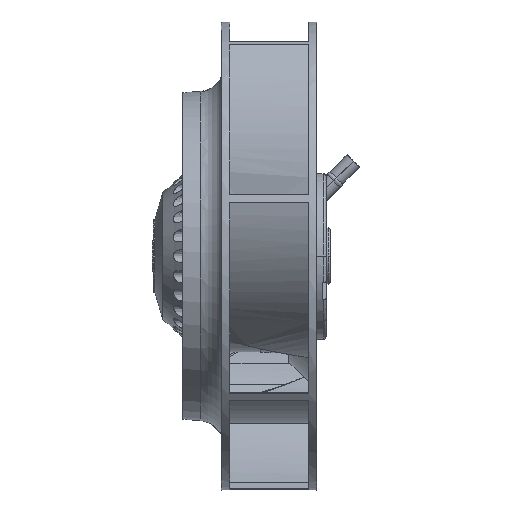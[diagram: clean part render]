
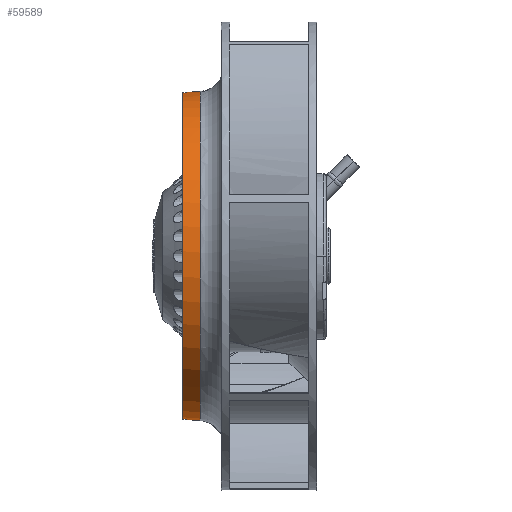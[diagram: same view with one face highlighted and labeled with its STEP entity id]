
A CAD part, left-side view. The second image highlights one B-rep face of the part: STEP entity #59589.
In plain terms, the highlighted free-form (B-spline) face has degree [1, 3] with [2, 4] control points.
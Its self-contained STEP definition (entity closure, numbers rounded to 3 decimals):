
#455 = CARTESIAN_POINT ( 'NONE',  ( 0., 14.103, -79.148 ) ) ;
#1492 = VERTEX_POINT ( 'NONE', #49945 ) ;
#3813 = CARTESIAN_POINT ( 'NONE',  ( -157.027, 22.415, 78.514 ) ) ;
#10188 = CARTESIAN_POINT ( 'NONE',  ( 0., 14.103, 79.148 ) ) ;
#12824 = CARTESIAN_POINT ( 'NONE',  ( 0., 22.415, -78.514 ) ) ;
#13786 = EDGE_CURVE ( 'NONE', #22210, #30158, #33043, .T. ) ;
#16250 = FACE_OUTER_BOUND ( 'NONE', #24138, .T. ) ;
#18692 = CARTESIAN_POINT ( 'NONE',  ( 0., 14.103, 79.148 ) ) ;
#22210 = VERTEX_POINT ( 'NONE', #12824 ) ;
#24138 = EDGE_LOOP ( 'NONE', ( #39804, #24921, #40342, #80279 ) ) ;
#24921 = ORIENTED_EDGE ( 'NONE', *, *, #52688, .T. ) ;
#25871 =( BOUNDED_CURVE ( )  B_SPLINE_CURVE ( 3, ( #455, #60671, #85997, #18692 ),
 .UNSPECIFIED., .F., .F. ) 
 B_SPLINE_CURVE_WITH_KNOTS ( ( 4, 4 ),
 ( 0., 1. ),
 .UNSPECIFIED. ) 
 CURVE ( )  GEOMETRIC_REPRESENTATION_ITEM ( )  RATIONAL_B_SPLINE_CURVE ( ( 1., 0.333, 0.333, 1. ) ) 
 REPRESENTATION_ITEM ( '' )  );
#26510 = CARTESIAN_POINT ( 'NONE',  ( -158.296, 14.103, 79.148 ) ) ;
#30158 = VERTEX_POINT ( 'NONE', #39892 ) ;
#30338 = B_SPLINE_CURVE_WITH_KNOTS ( 'NONE', 1,
 ( #63735, #64825 ),
 .UNSPECIFIED., .F., .F.,
 ( 2, 2 ),
 ( 0., 1. ),
 .UNSPECIFIED. ) ;
#33043 =( BOUNDED_CURVE ( )  B_SPLINE_CURVE ( 3, ( #44419, #80447, #3813, #80083 ),
 .UNSPECIFIED., .F., .F. ) 
 B_SPLINE_CURVE_WITH_KNOTS ( ( 4, 4 ),
 ( 0., 1. ),
 .UNSPECIFIED. ) 
 CURVE ( )  GEOMETRIC_REPRESENTATION_ITEM ( )  RATIONAL_B_SPLINE_CURVE ( ( 1., 0.333, 0.333, 1. ) ) 
 REPRESENTATION_ITEM ( '' )  );
#34380 = VERTEX_POINT ( 'NONE', #36192 ) ;
#35065 = CARTESIAN_POINT ( 'NONE',  ( -158.296, 14.103, -79.148 ) ) ;
#35446 = CARTESIAN_POINT ( 'NONE',  ( -157.027, 22.415, 78.514 ) ) ;
#36192 = CARTESIAN_POINT ( 'NONE',  ( 0., 14.103, -79.148 ) ) ;
#39804 = ORIENTED_EDGE ( 'NONE', *, *, #13786, .F. ) ;
#39892 = CARTESIAN_POINT ( 'NONE',  ( 0., 22.415, 78.514 ) ) ;
#40342 = ORIENTED_EDGE ( 'NONE', *, *, #44316, .T. ) ;
#43638 = CARTESIAN_POINT ( 'NONE',  ( 0., 14.103, -79.148 ) ) ;
#44316 = EDGE_CURVE ( 'NONE', #34380, #1492, #25871, .T. ) ;
#44419 = CARTESIAN_POINT ( 'NONE',  ( 0., 22.415, -78.514 ) ) ;
#44752 = CARTESIAN_POINT ( 'NONE',  ( 0., 22.415, 78.514 ) ) ;
#49945 = CARTESIAN_POINT ( 'NONE',  ( 0., 14.103, 79.148 ) ) ;
#52688 = EDGE_CURVE ( 'NONE', #22210, #34380, #74392, .T. ) ;
#59589 = ADVANCED_FACE ( 'NONE', ( #16250 ), #97240, .F. ) ;
#60671 = CARTESIAN_POINT ( 'NONE',  ( -158.296, 14.103, -79.148 ) ) ;
#63735 = CARTESIAN_POINT ( 'NONE',  ( 0., 14.103, 79.148 ) ) ;
#64825 = CARTESIAN_POINT ( 'NONE',  ( 0., 22.415, 78.514 ) ) ;
#67670 = CARTESIAN_POINT ( 'NONE',  ( 0., 22.415, -78.514 ) ) ;
#68821 = CARTESIAN_POINT ( 'NONE',  ( -157.027, 22.415, -78.514 ) ) ;
#74392 = B_SPLINE_CURVE_WITH_KNOTS ( 'NONE', 1,
 ( #67670, #101946 ),
 .UNSPECIFIED., .F., .F.,
 ( 2, 2 ),
 ( 0., 1. ),
 .UNSPECIFIED. ) ;
#75036 = EDGE_CURVE ( 'NONE', #1492, #30158, #30338, .T. ) ;
#77455 = CARTESIAN_POINT ( 'NONE',  ( 0., 22.415, -78.514 ) ) ;
#80083 = CARTESIAN_POINT ( 'NONE',  ( 0., 22.415, 78.514 ) ) ;
#80279 = ORIENTED_EDGE ( 'NONE', *, *, #75036, .T. ) ;
#80447 = CARTESIAN_POINT ( 'NONE',  ( -157.027, 22.415, -78.514 ) ) ;
#85997 = CARTESIAN_POINT ( 'NONE',  ( -158.296, 14.103, 79.148 ) ) ;
#97240 =( BOUNDED_SURFACE ( )  B_SPLINE_SURFACE ( 1, 3, ( 
 ( #44752, #35446, #68821, #77455 ),
 ( #10188, #26510, #35065, #43638 ) ),
 .UNSPECIFIED., .F., .F., .F. ) 
 B_SPLINE_SURFACE_WITH_KNOTS ( ( 2, 2 ),
 ( 4, 4 ),
 ( 0., 1. ),
 ( 0., 1. ),
 .UNSPECIFIED. ) 
 GEOMETRIC_REPRESENTATION_ITEM ( )  RATIONAL_B_SPLINE_SURFACE ( (
 ( 1., 0.333, 0.333, 1.),
 ( 1., 0.333, 0.333, 1.) ) ) 
 REPRESENTATION_ITEM ( '' )  SURFACE ( )  );
#101946 = CARTESIAN_POINT ( 'NONE',  ( 0., 14.103, -79.148 ) ) ;
